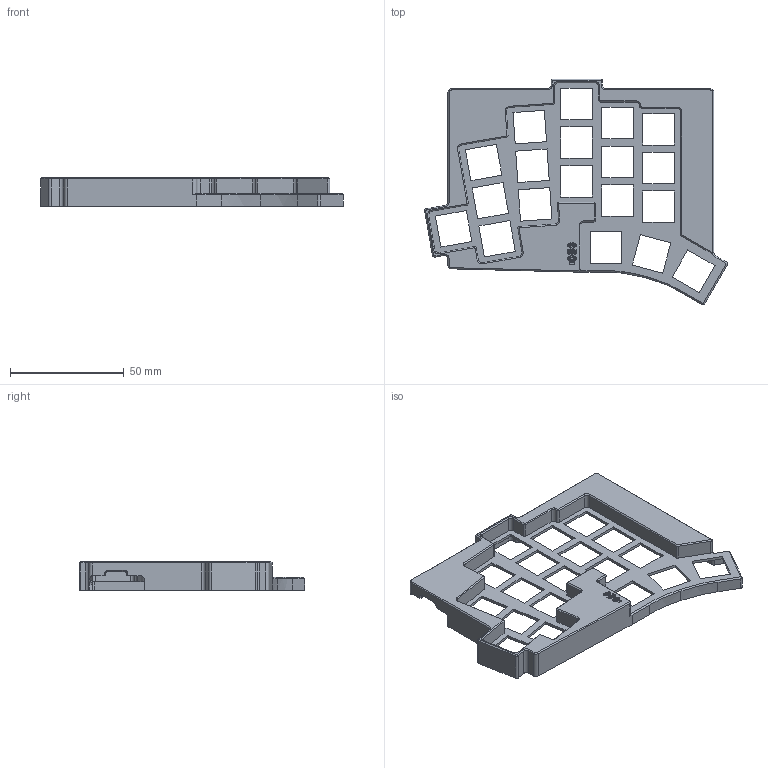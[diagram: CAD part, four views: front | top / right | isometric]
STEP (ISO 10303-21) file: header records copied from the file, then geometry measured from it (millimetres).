
FILE_DESCRIPTION(/* description */ ('','CAx-IF Rec.Pracs.---Representation and Presentation of Product Manufacturing Information (PMI)---4.0---2014-10-13'),/* implementation_level */ '2;1');
FILE_NAME(/* name */ '3.step',/* time_stamp */ '2025-03-04T18:24:25+08:00',/* author */ (''),/* organization */ (''),/* preprocessor_version */ 'ST-DEVELOPER v20',/* originating_system */ 'Autodesk Translation Framework v13.20.0.188',/* authorisation */ '');
FILE_SCHEMA (('FEATURE_BASED_PROCESS_PLANNING','MODEL_BASED_INTEGRATED_MANUFACTURING_SCHEMA','AP242_MANAGED_MODEL_BASED_3D_ENGINEERING_MIM_LF { 1 0 10303 442 3 1 4 }','AP242_MANAGED_MODEL_BASED_3D_ENGINEERING_MIM_LF { 1 0 10303 442 1 1 4 }'));
Length unit declared in the file: millimetre
Products named in the file (1): TOTEM case_v08_7mm_keeb_usb
Bounding box: 132.84 x 98.83 x 12.5 mm (x, y, z)
Volume: 20976.7 mm3; surface area: 26218.5 mm2
Topology: 1 solids, 1 shells, 643 faces, 1702 edges, 1101 vertices
Faces by surface type: plane 412, cylinder 102, bspline 84, cone 45
Full cylindrical faces by diameter (mm): 1.449 x1, 1.452 x1, 1.6 x4
Entity records: 20332 total; most frequent: CARTESIAN_POINT 4653, ORIENTED_EDGE 3400, DIRECTION 2908, EDGE_CURVE 1700, LINE 1280, VECTOR 1280, VERTEX_POINT 1101, AXIS2_PLACEMENT_3D 814
